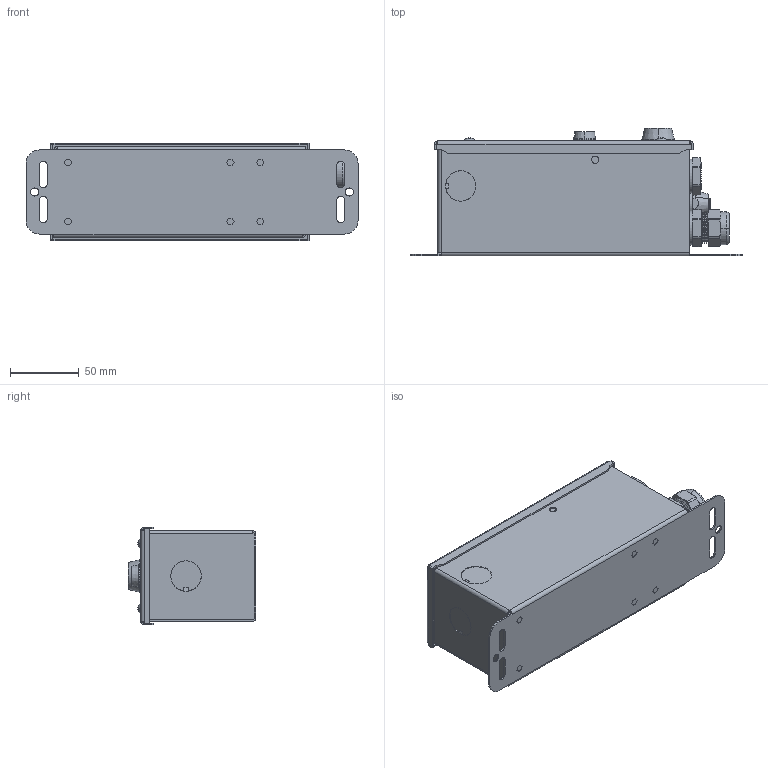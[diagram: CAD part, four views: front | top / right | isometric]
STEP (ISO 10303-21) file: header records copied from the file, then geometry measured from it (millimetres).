
FILE_DESCRIPTION((''),'2;1');
FILE_NAME('192612_ASM','2016-01-27T',('pdmadmin'),(''),'PRO/ENGINEER BY PARAMETRIC TECHNOLOGY CORPORATION, 2013230','PRO/ENGINEER BY PARAMETRIC TECHNOLOGY CORPORATION, 2013230','');
FILE_SCHEMA(('CONFIG_CONTROL_DESIGN'));
Length unit declared in the file: inch
Products named in the file (26): 118780; PEM_BSO-440-10; PEM_BSO-440-16; 11235; FH-632-6; S-832-1; 118780_ASM; 118783; 118783_A; FH-032-6; 118783_ASM; 120409; 119755; 119755_NUT; 119755_ASM; 90025K143; 121583; 31456; 40809; 43531_ASM; 120320; 118536; 36835; 122175; 120324; 192612_ASM
Assembly tree (38 placements, depth 3):
  192612_ASM
    118780_ASM
      118780
      PEM_BSO-440-10  x4
      PEM_BSO-440-16  x2
      11235  x2
      FH-632-6  x2
      S-832-1  x4
    118783_ASM
      118783
      118783_A
      FH-032-6
    120409
    119755_ASM
      119755
      119755_NUT
    90025K143
    121583
    31456
    43531_ASM
      40809
    120320  x4
    118536  x2
    36835
    122175
    120324
Bounding box: 241.3 x 92.94 x 71.12 mm (x, y, z)
Volume: 131750.6 mm3; surface area: 199320.6 mm2
Topology: 37 solids, 41 shells, 1142 faces, 2657 edges, 1645 vertices
Faces by surface type: plane 482, cylinder 361, cone 214, torus 43, bspline 32, sphere 10
Entity records: 31234 total; most frequent: CARTESIAN_POINT 8768, DIRECTION 4886, ORIENTED_EDGE 4336, EDGE_CURVE 2170, AXIS2_PLACEMENT_3D 1875, VERTEX_POINT 1326, VECTOR 1136, LINE 1136
